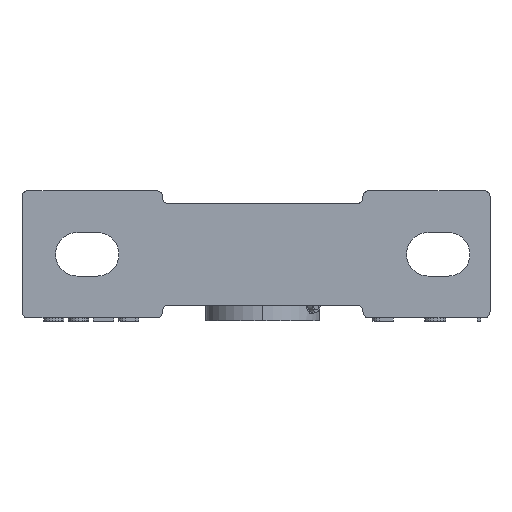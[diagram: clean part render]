
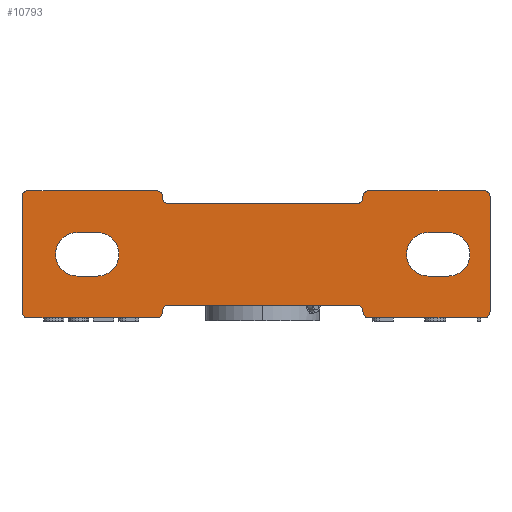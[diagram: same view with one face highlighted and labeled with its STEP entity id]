
A CAD part, front view. The second image highlights one B-rep face of the part: STEP entity #10793.
In plain terms, the highlighted planar face has unit normal (0, -1, 0).
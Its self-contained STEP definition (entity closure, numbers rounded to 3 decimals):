
#2=DIRECTION('',(1.,0.,0.));
#3=VECTOR('',#2,6.);
#4=CARTESIAN_POINT('',(-55.5,0.,-6.5));
#5=LINE('',#4,#3);
#6=CARTESIAN_POINT('',(-49.5,0.,0.));
#7=DIRECTION('',(0.,-1.,0.));
#8=DIRECTION('',(0.,0.,-1.));
#9=AXIS2_PLACEMENT_3D('',#6,#7,#8);
#11=DIRECTION('',(-1.,0.,0.));
#12=VECTOR('',#11,6.);
#13=CARTESIAN_POINT('',(-49.5,0.,6.5));
#14=LINE('',#13,#12);
#15=CARTESIAN_POINT('',(-55.5,0.,0.));
#16=DIRECTION('',(0.,-1.,0.));
#17=DIRECTION('',(0.,0.,1.));
#18=AXIS2_PLACEMENT_3D('',#15,#16,#17);
#20=CARTESIAN_POINT('',(55.5,0.,0.));
#21=DIRECTION('',(0.,-1.,0.));
#22=DIRECTION('',(0.,0.,-1.));
#23=AXIS2_PLACEMENT_3D('',#20,#21,#22);
#25=DIRECTION('',(-1.,0.,0.));
#26=VECTOR('',#25,6.);
#27=CARTESIAN_POINT('',(55.5,0.,6.5));
#28=LINE('',#27,#26);
#29=CARTESIAN_POINT('',(49.5,0.,0.));
#30=DIRECTION('',(0.,-1.,0.));
#31=DIRECTION('',(0.,0.,1.));
#32=AXIS2_PLACEMENT_3D('',#29,#30,#31);
#34=DIRECTION('',(1.,0.,0.));
#35=VECTOR('',#34,6.);
#36=CARTESIAN_POINT('',(49.5,0.,-6.5));
#37=LINE('',#36,#35);
#38=CARTESIAN_POINT('',(-31.778,0.,17.222));
#39=DIRECTION('',(0.,-1.,0.));
#40=DIRECTION('',(1.,0.,0.));
#41=AXIS2_PLACEMENT_3D('',#38,#39,#40);
#43=DIRECTION('',(0.,0.,-1.));
#44=VECTOR('',#43,0.244);
#45=CARTESIAN_POINT('',(-30.,0.,17.222));
#46=LINE('',#45,#44);
#47=DIRECTION('',(1.,0.,0.));
#48=VECTOR('',#47,56.444);
#49=CARTESIAN_POINT('',(-28.222,0.,15.2));
#50=LINE('',#49,#48);
#51=DIRECTION('',(0.,0.,1.));
#52=VECTOR('',#51,0.244);
#53=CARTESIAN_POINT('',(30.,0.,16.978));
#54=LINE('',#53,#52);
#55=CARTESIAN_POINT('',(31.778,0.,17.222));
#56=DIRECTION('',(0.,-1.,0.));
#57=DIRECTION('',(0.,0.,1.));
#58=AXIS2_PLACEMENT_3D('',#55,#56,#57);
#60=DIRECTION('',(1.,0.,0.));
#61=VECTOR('',#60,34.444);
#62=CARTESIAN_POINT('',(31.778,0.,19.));
#63=LINE('',#62,#61);
#64=CARTESIAN_POINT('',(66.222,0.,17.222));
#65=DIRECTION('',(0.,-1.,0.));
#66=DIRECTION('',(1.,0.,0.));
#67=AXIS2_PLACEMENT_3D('',#64,#65,#66);
#69=DIRECTION('',(0.,0.,-1.));
#70=VECTOR('',#69,34.444);
#71=CARTESIAN_POINT('',(68.,0.,17.222));
#72=LINE('',#71,#70);
#73=CARTESIAN_POINT('',(66.222,0.,-17.222));
#74=DIRECTION('',(0.,-1.,0.));
#75=DIRECTION('',(0.,0.,-1.));
#76=AXIS2_PLACEMENT_3D('',#73,#74,#75);
#78=DIRECTION('',(-1.,0.,0.));
#79=VECTOR('',#78,34.444);
#80=CARTESIAN_POINT('',(66.222,0.,-19.));
#81=LINE('',#80,#79);
#82=CARTESIAN_POINT('',(31.778,0.,-17.222));
#83=DIRECTION('',(0.,-1.,0.));
#84=DIRECTION('',(-1.,0.,0.));
#85=AXIS2_PLACEMENT_3D('',#82,#83,#84);
#87=DIRECTION('',(0.,0.,1.));
#88=VECTOR('',#87,0.244);
#89=CARTESIAN_POINT('',(30.,0.,-17.222));
#90=LINE('',#89,#88);
#91=DIRECTION('',(-1.,0.,0.));
#92=VECTOR('',#91,56.444);
#93=CARTESIAN_POINT('',(28.222,0.,-15.2));
#94=LINE('',#93,#92);
#95=DIRECTION('',(0.,0.,-1.));
#96=VECTOR('',#95,0.244);
#97=CARTESIAN_POINT('',(-30.,0.,-16.978));
#98=LINE('',#97,#96);
#99=CARTESIAN_POINT('',(-31.778,0.,-17.222));
#100=DIRECTION('',(0.,-1.,0.));
#101=DIRECTION('',(0.,0.,-1.));
#102=AXIS2_PLACEMENT_3D('',#99,#100,#101);
#104=DIRECTION('',(-1.,0.,0.));
#105=VECTOR('',#104,38.444);
#106=CARTESIAN_POINT('',(-31.778,0.,-19.));
#107=LINE('',#106,#105);
#108=CARTESIAN_POINT('',(-70.222,0.,-17.222));
#109=DIRECTION('',(0.,-1.,0.));
#110=DIRECTION('',(-1.,0.,0.));
#111=AXIS2_PLACEMENT_3D('',#108,#109,#110);
#113=DIRECTION('',(0.,0.,1.));
#114=VECTOR('',#113,34.444);
#115=CARTESIAN_POINT('',(-72.,0.,-17.222));
#116=LINE('',#115,#114);
#117=CARTESIAN_POINT('',(-70.222,0.,17.222));
#118=DIRECTION('',(0.,-1.,0.));
#119=DIRECTION('',(0.,0.,1.));
#120=AXIS2_PLACEMENT_3D('',#117,#118,#119);
#122=DIRECTION('',(1.,0.,0.));
#123=VECTOR('',#122,38.444);
#124=CARTESIAN_POINT('',(-70.222,0.,19.));
#125=LINE('',#124,#123);
#670=CARTESIAN_POINT('',(28.222,0.,16.978));
#671=DIRECTION('',(0.,1.,0.));
#672=DIRECTION('',(1.,0.,0.));
#673=AXIS2_PLACEMENT_3D('',#670,#671,#672);
#716=CARTESIAN_POINT('',(-28.222,0.,16.978));
#717=DIRECTION('',(0.,1.,0.));
#718=DIRECTION('',(0.,0.,-1.));
#719=AXIS2_PLACEMENT_3D('',#716,#717,#718);
#1345=CARTESIAN_POINT('',(-28.222,0.,-16.978));
#1346=DIRECTION('',(0.,1.,0.));
#1347=DIRECTION('',(-1.,0.,0.));
#1348=AXIS2_PLACEMENT_3D('',#1345,#1346,#1347);
#1391=CARTESIAN_POINT('',(28.222,0.,-16.978));
#1392=DIRECTION('',(0.,1.,0.));
#1393=DIRECTION('',(0.,0.,1.));
#1394=AXIS2_PLACEMENT_3D('',#1391,#1392,#1393);
#8275=CARTESIAN_POINT('',(-55.5,0.,-6.5));
#8276=CARTESIAN_POINT('',(-49.5,0.,-6.5));
#8277=VERTEX_POINT('',#8275);
#8278=VERTEX_POINT('',#8276);
#8279=CARTESIAN_POINT('',(-49.5,0.,6.5));
#8280=VERTEX_POINT('',#8279);
#8281=CARTESIAN_POINT('',(-55.5,0.,6.5));
#8282=VERTEX_POINT('',#8281);
#8283=CARTESIAN_POINT('',(55.5,0.,-6.5));
#8284=CARTESIAN_POINT('',(55.5,0.,6.5));
#8285=VERTEX_POINT('',#8283);
#8286=VERTEX_POINT('',#8284);
#8287=CARTESIAN_POINT('',(49.5,0.,6.5));
#8288=VERTEX_POINT('',#8287);
#8289=CARTESIAN_POINT('',(49.5,0.,-6.5));
#8290=VERTEX_POINT('',#8289);
#8327=CARTESIAN_POINT('',(28.222,0.,-15.2));
#8329=VERTEX_POINT('',#8327);
#8331=CARTESIAN_POINT('',(-28.222,0.,-15.2));
#8333=VERTEX_POINT('',#8331);
#8335=CARTESIAN_POINT('',(28.222,0.,15.2));
#8337=VERTEX_POINT('',#8335);
#8339=CARTESIAN_POINT('',(-28.222,0.,15.2));
#8341=VERTEX_POINT('',#8339);
#8343=CARTESIAN_POINT('',(30.,0.,-16.978));
#8344=VERTEX_POINT('',#8343);
#8345=CARTESIAN_POINT('',(-30.,0.,-16.978));
#8346=VERTEX_POINT('',#8345);
#8347=CARTESIAN_POINT('',(30.,0.,16.978));
#8348=VERTEX_POINT('',#8347);
#8349=CARTESIAN_POINT('',(-30.,0.,17.222));
#8350=CARTESIAN_POINT('',(-31.778,0.,19.));
#8351=VERTEX_POINT('',#8349);
#8352=VERTEX_POINT('',#8350);
#8353=CARTESIAN_POINT('',(31.778,0.,19.));
#8354=CARTESIAN_POINT('',(30.,0.,17.222));
#8355=VERTEX_POINT('',#8353);
#8356=VERTEX_POINT('',#8354);
#8357=CARTESIAN_POINT('',(68.,0.,17.222));
#8358=CARTESIAN_POINT('',(66.222,0.,19.));
#8359=VERTEX_POINT('',#8357);
#8360=VERTEX_POINT('',#8358);
#8361=CARTESIAN_POINT('',(66.222,0.,-19.));
#8362=CARTESIAN_POINT('',(68.,0.,-17.222));
#8363=VERTEX_POINT('',#8361);
#8364=VERTEX_POINT('',#8362);
#8365=CARTESIAN_POINT('',(-70.222,0.,19.));
#8366=CARTESIAN_POINT('',(-72.,0.,17.222));
#8367=VERTEX_POINT('',#8365);
#8368=VERTEX_POINT('',#8366);
#8369=CARTESIAN_POINT('',(-72.,0.,-17.222));
#8370=CARTESIAN_POINT('',(-70.222,0.,-19.));
#8371=VERTEX_POINT('',#8369);
#8372=VERTEX_POINT('',#8370);
#8373=CARTESIAN_POINT('',(-31.778,0.,-19.));
#8374=CARTESIAN_POINT('',(-30.,0.,-17.222));
#8375=VERTEX_POINT('',#8373);
#8376=VERTEX_POINT('',#8374);
#8377=CARTESIAN_POINT('',(30.,0.,-17.222));
#8378=CARTESIAN_POINT('',(31.778,0.,-19.));
#8379=VERTEX_POINT('',#8377);
#8380=VERTEX_POINT('',#8378);
#8381=CARTESIAN_POINT('',(-30.,0.,16.978));
#8382=VERTEX_POINT('',#8381);
#10718=CARTESIAN_POINT('',(0.,0.,0.));
#10719=DIRECTION('',(0.,1.,0.));
#10720=DIRECTION('',(1.,0.,0.));
#10721=AXIS2_PLACEMENT_3D('',#10718,#10719,#10720);
#10722=PLANE('',#10721);
#10724=ORIENTED_EDGE('',*,*,#10723,.F.);
#10726=ORIENTED_EDGE('',*,*,#10725,.T.);
#10728=ORIENTED_EDGE('',*,*,#10727,.F.);
#10730=ORIENTED_EDGE('',*,*,#10729,.T.);
#10732=ORIENTED_EDGE('',*,*,#10731,.F.);
#10734=ORIENTED_EDGE('',*,*,#10733,.T.);
#10736=ORIENTED_EDGE('',*,*,#10735,.F.);
#10738=ORIENTED_EDGE('',*,*,#10737,.T.);
#10740=ORIENTED_EDGE('',*,*,#10739,.F.);
#10742=ORIENTED_EDGE('',*,*,#10741,.T.);
#10744=ORIENTED_EDGE('',*,*,#10743,.F.);
#10746=ORIENTED_EDGE('',*,*,#10745,.T.);
#10748=ORIENTED_EDGE('',*,*,#10747,.F.);
#10750=ORIENTED_EDGE('',*,*,#10749,.T.);
#10752=ORIENTED_EDGE('',*,*,#10751,.F.);
#10754=ORIENTED_EDGE('',*,*,#10753,.T.);
#10756=ORIENTED_EDGE('',*,*,#10755,.F.);
#10758=ORIENTED_EDGE('',*,*,#10757,.T.);
#10760=ORIENTED_EDGE('',*,*,#10759,.F.);
#10762=ORIENTED_EDGE('',*,*,#10761,.T.);
#10764=ORIENTED_EDGE('',*,*,#10763,.F.);
#10766=ORIENTED_EDGE('',*,*,#10765,.T.);
#10768=ORIENTED_EDGE('',*,*,#10767,.F.);
#10770=ORIENTED_EDGE('',*,*,#10769,.T.);
#10771=EDGE_LOOP('',(#10724,#10726,#10728,#10730,#10732,#10734,#10736,#10738,
#10740,#10742,#10744,#10746,#10748,#10750,#10752,#10754,#10756,#10758,#10760,
#10762,#10764,#10766,#10768,#10770));
#10772=FACE_OUTER_BOUND('',#10771,.F.);
#10774=ORIENTED_EDGE('',*,*,#10773,.T.);
#10776=ORIENTED_EDGE('',*,*,#10775,.T.);
#10778=ORIENTED_EDGE('',*,*,#10777,.T.);
#10780=ORIENTED_EDGE('',*,*,#10779,.T.);
#10781=EDGE_LOOP('',(#10774,#10776,#10778,#10780));
#10782=FACE_BOUND('',#10781,.F.);
#10784=ORIENTED_EDGE('',*,*,#10783,.T.);
#10786=ORIENTED_EDGE('',*,*,#10785,.T.);
#10788=ORIENTED_EDGE('',*,*,#10787,.T.);
#10790=ORIENTED_EDGE('',*,*,#10789,.T.);
#10791=EDGE_LOOP('',(#10784,#10786,#10788,#10790));
#10792=FACE_BOUND('',#10791,.F.);
#10793=ADVANCED_FACE('',(#10772,#10782,#10792),#10722,.F.);
#10=CIRCLE('',#9,6.5);
#19=CIRCLE('',#18,6.5);
#24=CIRCLE('',#23,6.5);
#33=CIRCLE('',#32,6.5);
#42=CIRCLE('',#41,1.778);
#59=CIRCLE('',#58,1.778);
#68=CIRCLE('',#67,1.778);
#77=CIRCLE('',#76,1.778);
#86=CIRCLE('',#85,1.778);
#103=CIRCLE('',#102,1.778);
#112=CIRCLE('',#111,1.778);
#121=CIRCLE('',#120,1.778);
#674=CIRCLE('',#673,1.778);
#720=CIRCLE('',#719,1.778);
#1349=CIRCLE('',#1348,1.778);
#1395=CIRCLE('',#1394,1.778);
#10723=EDGE_CURVE('',#8351,#8352,#42,.T.);
#10725=EDGE_CURVE('',#8351,#8382,#46,.T.);
#10727=EDGE_CURVE('',#8341,#8382,#720,.T.);
#10729=EDGE_CURVE('',#8341,#8337,#50,.T.);
#10731=EDGE_CURVE('',#8348,#8337,#674,.T.);
#10733=EDGE_CURVE('',#8348,#8356,#54,.T.);
#10735=EDGE_CURVE('',#8355,#8356,#59,.T.);
#10737=EDGE_CURVE('',#8355,#8360,#63,.T.);
#10739=EDGE_CURVE('',#8359,#8360,#68,.T.);
#10741=EDGE_CURVE('',#8359,#8364,#72,.T.);
#10743=EDGE_CURVE('',#8363,#8364,#77,.T.);
#10745=EDGE_CURVE('',#8363,#8380,#81,.T.);
#10747=EDGE_CURVE('',#8379,#8380,#86,.T.);
#10749=EDGE_CURVE('',#8379,#8344,#90,.T.);
#10751=EDGE_CURVE('',#8329,#8344,#1395,.T.);
#10753=EDGE_CURVE('',#8329,#8333,#94,.T.);
#10755=EDGE_CURVE('',#8346,#8333,#1349,.T.);
#10757=EDGE_CURVE('',#8346,#8376,#98,.T.);
#10759=EDGE_CURVE('',#8375,#8376,#103,.T.);
#10761=EDGE_CURVE('',#8375,#8372,#107,.T.);
#10763=EDGE_CURVE('',#8371,#8372,#112,.T.);
#10765=EDGE_CURVE('',#8371,#8368,#116,.T.);
#10767=EDGE_CURVE('',#8367,#8368,#121,.T.);
#10769=EDGE_CURVE('',#8367,#8352,#125,.T.);
#10773=EDGE_CURVE('',#8285,#8286,#24,.T.);
#10775=EDGE_CURVE('',#8286,#8288,#28,.T.);
#10777=EDGE_CURVE('',#8288,#8290,#33,.T.);
#10779=EDGE_CURVE('',#8290,#8285,#37,.T.);
#10783=EDGE_CURVE('',#8277,#8278,#5,.T.);
#10785=EDGE_CURVE('',#8278,#8280,#10,.T.);
#10787=EDGE_CURVE('',#8280,#8282,#14,.T.);
#10789=EDGE_CURVE('',#8282,#8277,#19,.T.);
